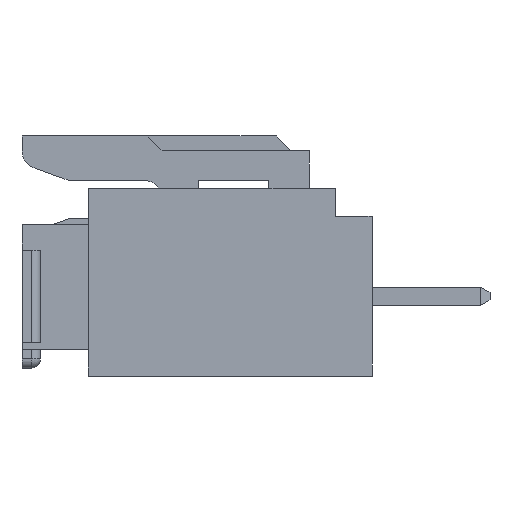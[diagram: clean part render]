
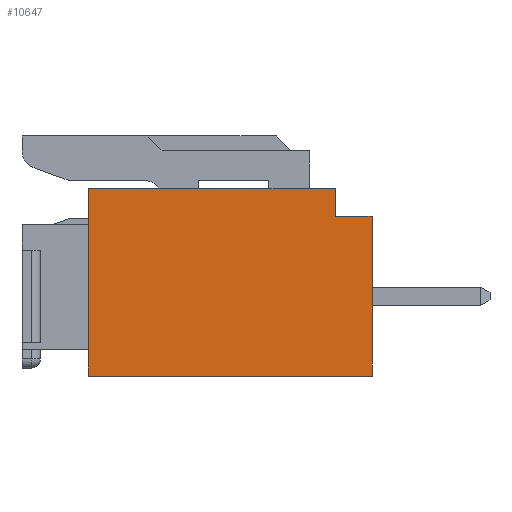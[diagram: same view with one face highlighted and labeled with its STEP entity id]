
A CAD part, left-side view. The second image highlights one B-rep face of the part: STEP entity #10647.
In plain terms, the highlighted planar face has unit normal (-1, 0, 0).
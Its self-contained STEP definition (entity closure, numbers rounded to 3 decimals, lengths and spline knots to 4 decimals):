
#7277=DIRECTION('',(0.,0.,1.));
#7278=VECTOR('',#7277,4.33);
#7279=CARTESIAN_POINT('',(-4.99,0.,-2.165));
#7280=LINE('',#7279,#7278);
#7606=DIRECTION('',(0.,0.,-1.));
#7607=VECTOR('',#7606,0.77);
#7608=CARTESIAN_POINT('',(-4.99,1.,2.935));
#7609=LINE('',#7608,#7607);
#7613=DIRECTION('',(0.,1.,0.));
#7614=VECTOR('',#7613,1.);
#7615=CARTESIAN_POINT('',(-4.99,0.,2.165));
#7616=LINE('',#7615,#7614);
#7620=DIRECTION('',(0.,1.,0.));
#7621=VECTOR('',#7620,7.7);
#7622=CARTESIAN_POINT('',(-4.99,0.,-2.165));
#7623=LINE('',#7622,#7621);
#7662=DIRECTION('',(0.,1.,0.));
#7663=VECTOR('',#7662,6.7);
#7664=CARTESIAN_POINT('',(-4.99,1.,2.935));
#7665=LINE('',#7664,#7663);
#7746=DIRECTION('',(0.,0.,1.));
#7747=VECTOR('',#7746,5.1);
#7748=CARTESIAN_POINT('',(-4.99,7.7,-2.165));
#7749=LINE('',#7748,#7747);
#9951=CARTESIAN_POINT('',(-4.99,7.7,-2.165));
#9952=CARTESIAN_POINT('',(-4.99,7.7,2.935));
#9953=VERTEX_POINT('',#9951);
#9954=VERTEX_POINT('',#9952);
#9959=CARTESIAN_POINT('',(-4.99,0.,-2.165));
#9960=VERTEX_POINT('',#9959);
#10059=CARTESIAN_POINT('',(-4.99,1.,2.935));
#10060=CARTESIAN_POINT('',(-4.99,1.,2.165));
#10061=VERTEX_POINT('',#10059);
#10062=VERTEX_POINT('',#10060);
#10063=CARTESIAN_POINT('',(-4.99,0.,2.165));
#10064=VERTEX_POINT('',#10063);
#10630=CARTESIAN_POINT('',(-4.99,0.,-2.165));
#10631=DIRECTION('',(-1.,0.,0.));
#10632=DIRECTION('',(0.,0.,1.));
#10633=AXIS2_PLACEMENT_3D('',#10630,#10631,#10632);
#10634=PLANE('',#10633);
#10636=ORIENTED_EDGE('',*,*,#10635,.T.);
#10637=ORIENTED_EDGE('',*,*,#10549,.F.);
#10638=ORIENTED_EDGE('',*,*,#10448,.F.);
#10640=ORIENTED_EDGE('',*,*,#10639,.T.);
#10642=ORIENTED_EDGE('',*,*,#10641,.T.);
#10644=ORIENTED_EDGE('',*,*,#10643,.F.);
#10645=EDGE_LOOP('',(#10636,#10637,#10638,#10640,#10642,#10644));
#10646=FACE_OUTER_BOUND('',#10645,.F.);
#10647=ADVANCED_FACE('',(#10646),#10634,.T.);
#10448=EDGE_CURVE('',#9960,#10064,#7280,.T.);
#10549=EDGE_CURVE('',#10064,#10062,#7616,.T.);
#10635=EDGE_CURVE('',#10061,#10062,#7609,.T.);
#10639=EDGE_CURVE('',#9960,#9953,#7623,.T.);
#10641=EDGE_CURVE('',#9953,#9954,#7749,.T.);
#10643=EDGE_CURVE('',#10061,#9954,#7665,.T.);
